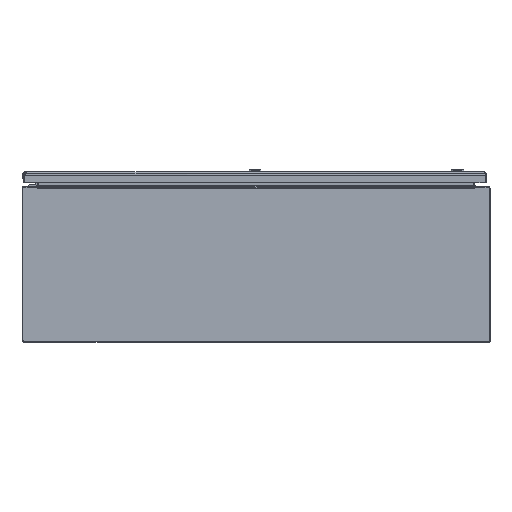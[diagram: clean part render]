
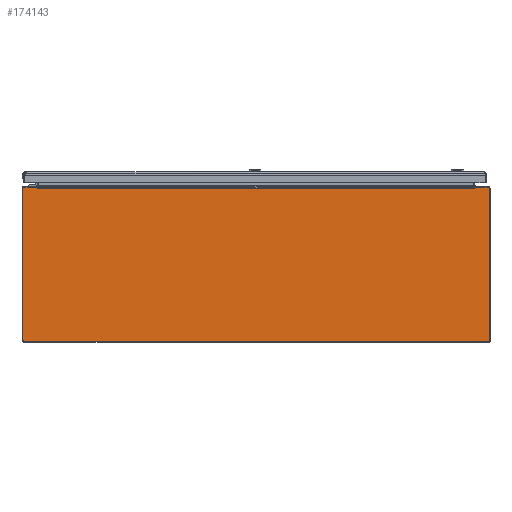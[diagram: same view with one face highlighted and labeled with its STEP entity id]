
A CAD part, front view. The second image highlights one B-rep face of the part: STEP entity #174143.
In plain terms, the highlighted planar face has unit normal (0, -1, 0).
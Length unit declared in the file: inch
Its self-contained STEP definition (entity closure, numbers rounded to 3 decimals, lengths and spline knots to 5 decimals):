
#244 = EDGE_CURVE ( 'NONE', #60648, #46862, #119064, .T. ) ;
#1595 = ORIENTED_EDGE ( 'NONE', *, *, #195621, .T. ) ;
#2044 = AXIS2_PLACEMENT_3D ( 'NONE', #54870, #122036, #141767 ) ;
#2683 = ORIENTED_EDGE ( 'NONE', *, *, #244, .T. ) ;
#3858 = CARTESIAN_POINT ( 'NONE',  ( -17.857, -36., -5.857 ) ) ;
#4525 = VERTEX_POINT ( 'NONE', #124280 ) ;
#6424 = DIRECTION ( 'NONE',  ( -1., 0., 0. ) ) ;
#7046 = ORIENTED_EDGE ( 'NONE', *, *, #92757, .T. ) ;
#7460 = LINE ( 'NONE', #160488, #141659 ) ;
#8327 = CARTESIAN_POINT ( 'NONE',  ( -17.937, -36., 0. ) ) ;
#13847 = DIRECTION ( 'NONE',  ( -1., 0., 0. ) ) ;
#17334 = EDGE_CURVE ( 'NONE', #46862, #179099, #85739, .T. ) ;
#18909 = AXIS2_PLACEMENT_3D ( 'NONE', #71900, #154471, #54295 ) ;
#19192 = CARTESIAN_POINT ( 'NONE',  ( -16.8136, -36., 5.855 ) ) ;
#20449 = CARTESIAN_POINT ( 'NONE',  ( -17.857, -36., -5.937 ) ) ;
#21634 = CARTESIAN_POINT ( 'NONE',  ( 16.82806, -36., 5.937 ) ) ;
#28216 = CARTESIAN_POINT ( 'NONE',  ( 0., -36., 5.937 ) ) ;
#28478 = EDGE_CURVE ( 'NONE', #170428, #60648, #75613, .T. ) ;
#32487 = LINE ( 'NONE', #19192, #99454 ) ;
#35637 = CARTESIAN_POINT ( 'NONE',  ( 16.8136, -36., 5.855 ) ) ;
#37863 = VECTOR ( 'NONE', #144491, 39.37008 ) ;
#40415 = VECTOR ( 'NONE', #75701, 39.37008 ) ;
#42141 = CARTESIAN_POINT ( 'NONE',  ( 0., -36., -5.937 ) ) ;
#46115 = CARTESIAN_POINT ( 'NONE',  ( 17.857, -36., -5.937 ) ) ;
#46862 = VERTEX_POINT ( 'NONE', #126858 ) ;
#46871 = LINE ( 'NONE', #28216, #174075 ) ;
#50894 = VERTEX_POINT ( 'NONE', #165448 ) ;
#52642 = CARTESIAN_POINT ( 'NONE',  ( -17.857, -36., 5.857 ) ) ;
#54295 = DIRECTION ( 'NONE',  ( 0., 0., -1. ) ) ;
#54532 = DIRECTION ( 'NONE',  ( 0., 0., -1. ) ) ;
#54573 = EDGE_CURVE ( 'NONE', #50894, #65514, #174578, .T. ) ;
#54870 = CARTESIAN_POINT ( 'NONE',  ( 0., -36., 0. ) ) ;
#55962 = PLANE ( 'NONE',  #2044 ) ;
#57915 = DIRECTION ( 'NONE',  ( 0., 0., -1. ) ) ;
#57992 = AXIS2_PLACEMENT_3D ( 'NONE', #192719, #109078, #92557 ) ;
#60648 = VERTEX_POINT ( 'NONE', #107210 ) ;
#61670 = CARTESIAN_POINT ( 'NONE',  ( 16.798, -36., 5.855 ) ) ;
#65514 = VERTEX_POINT ( 'NONE', #183574 ) ;
#67718 = CARTESIAN_POINT ( 'NONE',  ( 17.857, -36., 5.937 ) ) ;
#69377 = DIRECTION ( 'NONE',  ( -1., 0., 0. ) ) ;
#71188 = EDGE_LOOP ( 'NONE', ( #168853, #183293, #106398, #122417, #184875, #182465, #2683, #77485, #1595, #7046, #117783, #164518, #118307, #137169 ) ) ;
#71900 = CARTESIAN_POINT ( 'NONE',  ( 17.857, -36., 5.857 ) ) ;
#75613 = CIRCLE ( 'NONE', #57992, 0.08 ) ;
#75701 = DIRECTION ( 'NONE',  ( -1., 0., 0. ) ) ;
#77485 = ORIENTED_EDGE ( 'NONE', *, *, #17334, .T. ) ;
#78856 = CIRCLE ( 'NONE', #96460, 0.08 ) ;
#79160 = VECTOR ( 'NONE', #69377, 39.37008 ) ;
#83425 = VECTOR ( 'NONE', #155932, 39.37008 ) ;
#85739 = CIRCLE ( 'NONE', #18909, 0.08 ) ;
#86445 = VERTEX_POINT ( 'NONE', #61670 ) ;
#87867 = LINE ( 'NONE', #154964, #194987 ) ;
#92557 = DIRECTION ( 'NONE',  ( 0., 0., -1. ) ) ;
#92757 = EDGE_CURVE ( 'NONE', #123969, #149140, #105346, .T. ) ;
#96022 = LINE ( 'NONE', #42141, #37863 ) ;
#96460 = AXIS2_PLACEMENT_3D ( 'NONE', #52642, #151693, #217789 ) ;
#99299 = VERTEX_POINT ( 'NONE', #20449 ) ;
#99454 = VECTOR ( 'NONE', #186509, 39.37008 ) ;
#104487 = VERTEX_POINT ( 'NONE', #190221 ) ;
#105346 = LINE ( 'NONE', #21634, #83425 ) ;
#106398 = ORIENTED_EDGE ( 'NONE', *, *, #54573, .T. ) ;
#107210 = CARTESIAN_POINT ( 'NONE',  ( 17.937, -36., -5.857 ) ) ;
#108076 = VERTEX_POINT ( 'NONE', #180375 ) ;
#109078 = DIRECTION ( 'NONE',  ( 0., -1., 0. ) ) ;
#111177 = CARTESIAN_POINT ( 'NONE',  ( -16.82806, -36., 5.937 ) ) ;
#117783 = ORIENTED_EDGE ( 'NONE', *, *, #170851, .T. ) ;
#118307 = ORIENTED_EDGE ( 'NONE', *, *, #170842, .T. ) ;
#118359 = EDGE_CURVE ( 'NONE', #99299, #170428, #96022, .T. ) ;
#119064 = LINE ( 'NONE', #135561, #124915 ) ;
#120101 = DIRECTION ( 'NONE',  ( 0., 0., 1. ) ) ;
#121892 = VERTEX_POINT ( 'NONE', #111177 ) ;
#122036 = DIRECTION ( 'NONE',  ( 0., -1., 0. ) ) ;
#122417 = ORIENTED_EDGE ( 'NONE', *, *, #192124, .T. ) ;
#123969 = VERTEX_POINT ( 'NONE', #199117 ) ;
#124280 = CARTESIAN_POINT ( 'NONE',  ( -16.798, -36., 5.855 ) ) ;
#124915 = VECTOR ( 'NONE', #120101, 39.37008 ) ;
#126858 = CARTESIAN_POINT ( 'NONE',  ( 17.937, -36., 5.857 ) ) ;
#128665 = VECTOR ( 'NONE', #57915, 39.37008 ) ;
#133747 = EDGE_CURVE ( 'NONE', #86445, #4525, #7460, .T. ) ;
#135561 = CARTESIAN_POINT ( 'NONE',  ( 17.937, -36., 0. ) ) ;
#135802 = EDGE_CURVE ( 'NONE', #108076, #50894, #78856, .T. ) ;
#137169 = ORIENTED_EDGE ( 'NONE', *, *, #204716, .T. ) ;
#138448 = DIRECTION ( 'NONE',  ( -1., 0., 0. ) ) ;
#138726 = CIRCLE ( 'NONE', #184414, 0.08 ) ;
#141659 = VECTOR ( 'NONE', #6424, 39.37008 ) ;
#141767 = DIRECTION ( 'NONE',  ( 0., 0., -1. ) ) ;
#144491 = DIRECTION ( 'NONE',  ( 1., 0., 0. ) ) ;
#149140 = VERTEX_POINT ( 'NONE', #35637 ) ;
#151693 = DIRECTION ( 'NONE',  ( 0., -1., 0. ) ) ;
#154471 = DIRECTION ( 'NONE',  ( 0., -1., 0. ) ) ;
#154964 = CARTESIAN_POINT ( 'NONE',  ( 0., -36., 5.855 ) ) ;
#155932 = DIRECTION ( 'NONE',  ( -0.174, 0., -0.985 ) ) ;
#160488 = CARTESIAN_POINT ( 'NONE',  ( 0., -36., 5.855 ) ) ;
#164518 = ORIENTED_EDGE ( 'NONE', *, *, #133747, .T. ) ;
#165448 = CARTESIAN_POINT ( 'NONE',  ( -17.937, -36., 5.857 ) ) ;
#168853 = ORIENTED_EDGE ( 'NONE', *, *, #182311, .T. ) ;
#170428 = VERTEX_POINT ( 'NONE', #46115 ) ;
#170842 = EDGE_CURVE ( 'NONE', #4525, #104487, #87867, .T. ) ;
#170851 = EDGE_CURVE ( 'NONE', #149140, #86445, #172515, .T. ) ;
#172515 = LINE ( 'NONE', #213241, #40415 ) ;
#174075 = VECTOR ( 'NONE', #13847, 39.37008 ) ;
#174143 = ADVANCED_FACE ( 'NONE', ( #188001 ), #55962, .T. ) ;
#174578 = LINE ( 'NONE', #8327, #128665 ) ;
#179099 = VERTEX_POINT ( 'NONE', #67718 ) ;
#180375 = CARTESIAN_POINT ( 'NONE',  ( -17.857, -36., 5.937 ) ) ;
#182311 = EDGE_CURVE ( 'NONE', #121892, #108076, #202569, .T. ) ;
#182465 = ORIENTED_EDGE ( 'NONE', *, *, #28478, .T. ) ;
#183293 = ORIENTED_EDGE ( 'NONE', *, *, #135802, .T. ) ;
#183574 = CARTESIAN_POINT ( 'NONE',  ( -17.937, -36., -5.857 ) ) ;
#184414 = AXIS2_PLACEMENT_3D ( 'NONE', #3858, #188812, #54532 ) ;
#184875 = ORIENTED_EDGE ( 'NONE', *, *, #118359, .T. ) ;
#186509 = DIRECTION ( 'NONE',  ( -0.174, 0., 0.985 ) ) ;
#187069 = CARTESIAN_POINT ( 'NONE',  ( 0., -36., 5.937 ) ) ;
#188001 = FACE_OUTER_BOUND ( 'NONE', #71188, .T. ) ;
#188812 = DIRECTION ( 'NONE',  ( 0., -1., 0. ) ) ;
#190221 = CARTESIAN_POINT ( 'NONE',  ( -16.8136, -36., 5.855 ) ) ;
#192124 = EDGE_CURVE ( 'NONE', #65514, #99299, #138726, .T. ) ;
#192719 = CARTESIAN_POINT ( 'NONE',  ( 17.857, -36., -5.857 ) ) ;
#194987 = VECTOR ( 'NONE', #138448, 39.37008 ) ;
#195621 = EDGE_CURVE ( 'NONE', #179099, #123969, #46871, .T. ) ;
#199117 = CARTESIAN_POINT ( 'NONE',  ( 16.82806, -36., 5.937 ) ) ;
#202569 = LINE ( 'NONE', #187069, #79160 ) ;
#204716 = EDGE_CURVE ( 'NONE', #104487, #121892, #32487, .T. ) ;
#213241 = CARTESIAN_POINT ( 'NONE',  ( 16.80579, -36., 5.855 ) ) ;
#217789 = DIRECTION ( 'NONE',  ( 0., 0., -1. ) ) ;
